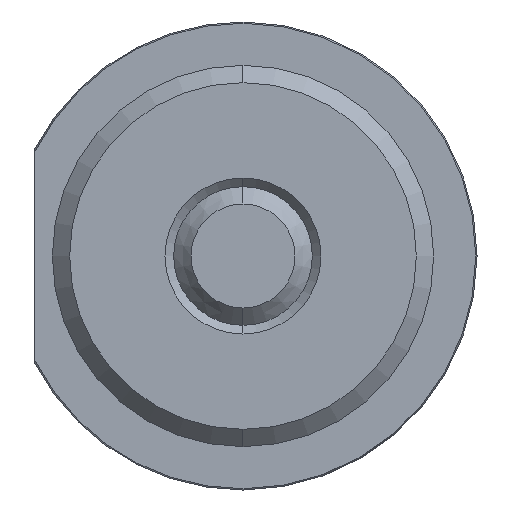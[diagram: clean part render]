
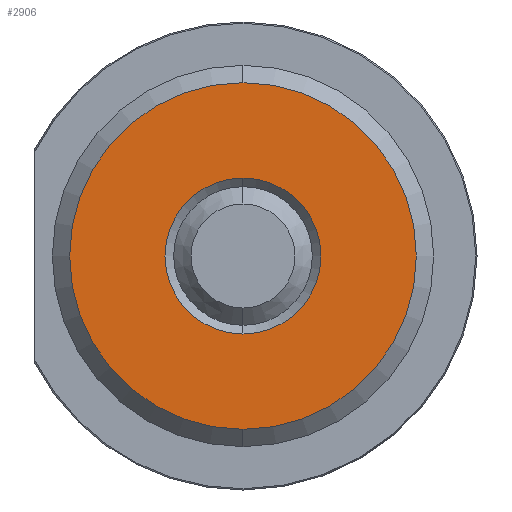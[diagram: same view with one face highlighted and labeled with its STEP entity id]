
A CAD part, left-side view. The second image highlights one B-rep face of the part: STEP entity #2906.
In plain terms, the highlighted planar face has unit normal (-1, 0, 0).
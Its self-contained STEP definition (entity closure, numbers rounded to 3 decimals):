
#42 = EDGE_CURVE ( 'NONE', #1351, #1350, #779, .T. ) ;
#44 = EDGE_CURVE ( 'NONE', #1269, #1268, #781, .T. ) ;
#82 = EDGE_CURVE ( 'NONE', #1268, #1269, #841, .T. ) ;
#189 = AXIS2_PLACEMENT_3D ( 'NONE', #1616, #1617, #1618 ) ;
#286 = AXIS2_PLACEMENT_3D ( 'NONE', #2238, #2243, #2244 ) ;
#303 = AXIS2_PLACEMENT_3D ( 'NONE', #2259, #2266, #2267 ) ;
#623 = EDGE_LOOP ( 'NONE', ( #2797, #2803 ) ) ;
#625 = EDGE_LOOP ( 'NONE', ( #2795, #2814 ) ) ;
#779 = CIRCLE ( 'NONE', #1166, 4.5 ) ;
#781 = CIRCLE ( 'NONE', #1164, 10. ) ;
#841 = CIRCLE ( 'NONE', #189, 10. ) ;
#1068 = CIRCLE ( 'NONE', #286, 4.5 ) ;
#1073 = FACE_OUTER_BOUND ( 'NONE', #625, .T. ) ;
#1075 = FACE_BOUND ( 'NONE', #623, .T. ) ;
#1164 = AXIS2_PLACEMENT_3D ( 'NONE', #1522, #1523, #1524 ) ;
#1166 = AXIS2_PLACEMENT_3D ( 'NONE', #1516, #1517, #1518 ) ;
#1268 = VERTEX_POINT ( 'NONE', #2106 ) ;
#1269 = VERTEX_POINT ( 'NONE', #2107 ) ;
#1350 = VERTEX_POINT ( 'NONE', #2187 ) ;
#1351 = VERTEX_POINT ( 'NONE', #2188 ) ;
#1516 = CARTESIAN_POINT ( 'NONE',  ( 0., 0., 0. ) ) ;
#1517 = DIRECTION ( 'NONE',  ( 1., 0., 0. ) ) ;
#1518 = DIRECTION ( 'NONE',  ( 0., 0., -1. ) ) ;
#1522 = CARTESIAN_POINT ( 'NONE',  ( 0., 0., 0. ) ) ;
#1523 = DIRECTION ( 'NONE',  ( -1., 0., 0. ) ) ;
#1524 = DIRECTION ( 'NONE',  ( 0., 0., -1. ) ) ;
#1616 = CARTESIAN_POINT ( 'NONE',  ( 0., 0., 0. ) ) ;
#1617 = DIRECTION ( 'NONE',  ( -1., 0., 0. ) ) ;
#1618 = DIRECTION ( 'NONE',  ( 0., 0., -1. ) ) ;
#2106 = CARTESIAN_POINT ( 'NONE',  ( 0., 0., 10. ) ) ;
#2107 = CARTESIAN_POINT ( 'NONE',  ( 0., 0., -10. ) ) ;
#2187 = CARTESIAN_POINT ( 'NONE',  ( 0., 0., 4.5 ) ) ;
#2188 = CARTESIAN_POINT ( 'NONE',  ( 0., 0., -4.5 ) ) ;
#2238 = CARTESIAN_POINT ( 'NONE',  ( 0., 0., 0. ) ) ;
#2243 = DIRECTION ( 'NONE',  ( 1., 0., 0. ) ) ;
#2244 = DIRECTION ( 'NONE',  ( 0., 0., -1. ) ) ;
#2259 = CARTESIAN_POINT ( 'NONE',  ( 0., 4., 0. ) ) ;
#2265 = PLANE ( 'NONE',  #303 ) ;
#2266 = DIRECTION ( 'NONE',  ( 1., 0., 0. ) ) ;
#2267 = DIRECTION ( 'NONE',  ( 0., 0., -1. ) ) ;
#2536 = EDGE_CURVE ( 'NONE', #1350, #1351, #1068, .T. ) ;
#2795 = ORIENTED_EDGE ( 'NONE', *, *, #44, .T. ) ;
#2797 = ORIENTED_EDGE ( 'NONE', *, *, #2536, .T. ) ;
#2803 = ORIENTED_EDGE ( 'NONE', *, *, #42, .T. ) ;
#2814 = ORIENTED_EDGE ( 'NONE', *, *, #82, .T. ) ;
#2906 = ADVANCED_FACE ( 'NONE', ( #1075, #1073 ), #2265, .F. ) ;
